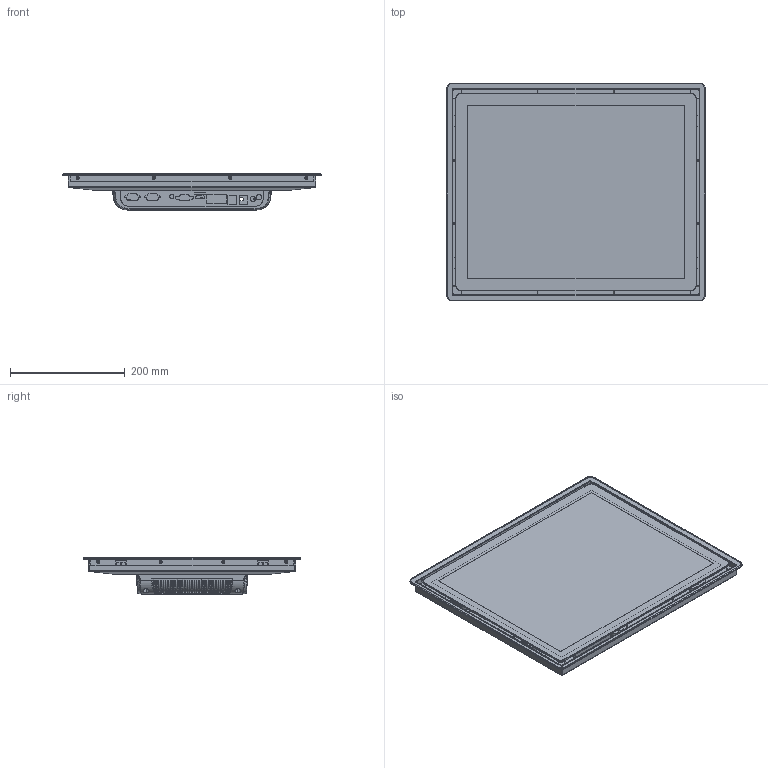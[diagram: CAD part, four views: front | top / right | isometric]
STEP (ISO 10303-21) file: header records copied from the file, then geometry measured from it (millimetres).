
FILE_DESCRIPTION (( 'STEP AP214' ), '1' );
FILE_NAME ('IFC-M219C.STEP', '2024-11-01T03:39:26', ( 'daohangxitong.com' ), ( 'daohangxitong.com' ), 'SwSTEP 2.0', 'SolidWorks 2018', '' );
FILE_SCHEMA (( 'AUTOMOTIVE_DESIGN' ));
Length unit declared in the file: millimetre
Products named in the file (1): IFC-M219C
Bounding box: 451 x 380 x 63.21 mm (x, y, z)
Surface area: 904865.7 mm2 (no closed solid volume)
Topology: 0 solids, 16 shells, 1886 faces, 5083 edges, 3299 vertices
Faces by surface type: plane 815, cylinder 714, bspline 137, torus 127, cone 87, sphere 6
Entity records: 96875 total; most frequent: CARTESIAN_POINT 53119, ORIENTED_EDGE 10128, DIRECTION 7238, EDGE_CURVE 5072, VERTEX_POINT 3297, AXIS2_PLACEMENT_3D 2544, EDGE_LOOP 2161, VECTOR 2150
